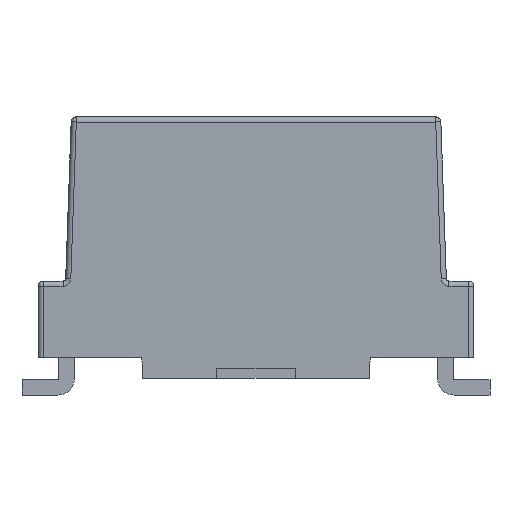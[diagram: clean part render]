
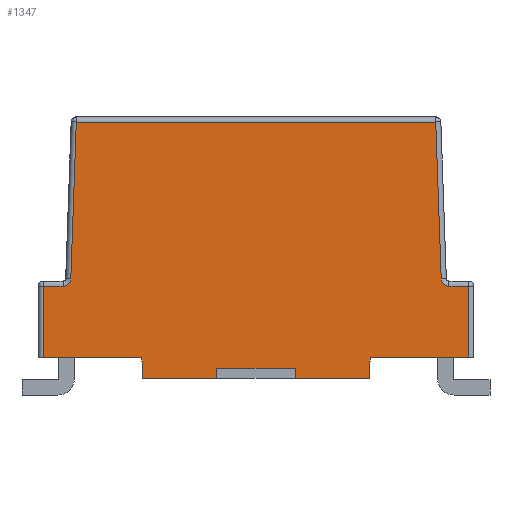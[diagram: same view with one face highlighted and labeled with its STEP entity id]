
A CAD part, left-side view. The second image highlights one B-rep face of the part: STEP entity #1347.
In plain terms, the highlighted planar face has unit normal (-1, 0, 0).
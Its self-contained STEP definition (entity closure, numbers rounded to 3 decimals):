
#1347 = ADVANCED_FACE( '', ( #2569 ), #2570, .F. );
#2569 = FACE_OUTER_BOUND( '', #3794, .T. );
#2570 = PLANE( '', #3795 );
#3794 = EDGE_LOOP( '', ( #6912, #6913, #6914, #6915, #6916, #6917, #6918, #6919, #6920, #6921, #6922, #6923, #6924, #6925, #6926, #6927, #6928, #6929 ) );
#3795 = AXIS2_PLACEMENT_3D( '', #6930, #6931, #6932 );
#6912 = ORIENTED_EDGE( '', *, *, #8728, .T. );
#6913 = ORIENTED_EDGE( '', *, *, #8285, .T. );
#6914 = ORIENTED_EDGE( '', *, *, #8837, .T. );
#6915 = ORIENTED_EDGE( '', *, *, #8903, .F. );
#6916 = ORIENTED_EDGE( '', *, *, #8904, .F. );
#6917 = ORIENTED_EDGE( '', *, *, #7938, .T. );
#6918 = ORIENTED_EDGE( '', *, *, #8021, .T. );
#6919 = ORIENTED_EDGE( '', *, *, #8905, .T. );
#6920 = ORIENTED_EDGE( '', *, *, #7716, .F. );
#6921 = ORIENTED_EDGE( '', *, *, #8334, .T. );
#6922 = ORIENTED_EDGE( '', *, *, #7807, .T. );
#6923 = ORIENTED_EDGE( '', *, *, #8873, .T. );
#6924 = ORIENTED_EDGE( '', *, *, #8817, .T. );
#6925 = ORIENTED_EDGE( '', *, *, #8906, .F. );
#6926 = ORIENTED_EDGE( '', *, *, #8907, .T. );
#6927 = ORIENTED_EDGE( '', *, *, #8475, .T. );
#6928 = ORIENTED_EDGE( '', *, *, #8486, .T. );
#6929 = ORIENTED_EDGE( '', *, *, #8201, .F. );
#6930 = CARTESIAN_POINT( '', ( -12.275, 8.5, 9.4 ) );
#6931 = DIRECTION( '', ( 1., 0., 0. ) );
#6932 = DIRECTION( '', ( 0., 1., 0. ) );
#7716 = EDGE_CURVE( '', #9043, #9044, #9045, .T. );
#7807 = EDGE_CURVE( '', #9211, #9209, #9212, .T. );
#7938 = EDGE_CURVE( '', #9440, #9438, #9441, .T. );
#8021 = EDGE_CURVE( '', #9438, #9580, #9582, .T. );
#8201 = EDGE_CURVE( '', #9870, #9866, #9872, .F. );
#8285 = EDGE_CURVE( '', #10005, #10007, #10009, .T. );
#8334 = EDGE_CURVE( '', #9043, #9211, #10083, .T. );
#8475 = EDGE_CURVE( '', #10287, #10289, #10291, .F. );
#8486 = EDGE_CURVE( '', #10289, #9866, #10304, .T. );
#8728 = EDGE_CURVE( '', #9870, #10005, #10615, .T. );
#8817 = EDGE_CURVE( '', #9620, #10732, #10734, .F. );
#8837 = EDGE_CURVE( '', #10007, #10762, #10763, .T. );
#8873 = EDGE_CURVE( '', #9209, #9620, #10804, .F. );
#8903 = EDGE_CURVE( '', #10836, #10762, #10837, .T. );
#8904 = EDGE_CURVE( '', #9440, #10836, #10838, .T. );
#8905 = EDGE_CURVE( '', #9580, #9044, #10839, .T. );
#8906 = EDGE_CURVE( '', #10840, #10732, #10841, .F. );
#8907 = EDGE_CURVE( '', #10840, #10287, #10842, .F. );
#9043 = VERTEX_POINT( '', #10980 );
#9044 = VERTEX_POINT( '', #10981 );
#9045 = LINE( '', #10982, #10983 );
#9209 = VERTEX_POINT( '', #11290 );
#9211 = VERTEX_POINT( '', #11292 );
#9212 = LINE( '', #11293, #11294 );
#9438 = VERTEX_POINT( '', #11619 );
#9440 = VERTEX_POINT( '', #11622 );
#9441 = LINE( '', #11623, #11624 );
#9580 = VERTEX_POINT( '', #11830 );
#9582 = LINE( '', #11833, #11834 );
#9620 = VERTEX_POINT( '', #11892 );
#9866 = VERTEX_POINT( '', #12288 );
#9870 = VERTEX_POINT( '', #12292 );
#9872 = CIRCLE( '', #12294, 0.3 );
#10005 = VERTEX_POINT( '', #12587 );
#10007 = VERTEX_POINT( '', #12589 );
#10009 = LINE( '', #12591, #12592 );
#10083 = LINE( '', #12700, #12701 );
#10287 = VERTEX_POINT( '', #13121 );
#10289 = VERTEX_POINT( '', #13123 );
#10291 = LINE( '', #13125, #13126 );
#10304 = LINE( '', #13156, #13157 );
#10615 = LINE( '', #13671, #13672 );
#10732 = VERTEX_POINT( '', #13873 );
#10734 = LINE( '', #13875, #13876 );
#10762 = VERTEX_POINT( '', #13920 );
#10763 = LINE( '', #13921, #13922 );
#10804 = LINE( '', #13983, #13984 );
#10836 = VERTEX_POINT( '', #14048 );
#10837 = LINE( '', #14049, #14050 );
#10838 = LINE( '', #14051, #14052 );
#10839 = LINE( '', #14053, #14054 );
#10840 = VERTEX_POINT( '', #14055 );
#10841 = CIRCLE( '', #14056, 0.3 );
#10842 = LINE( '', #14057, #14058 );
#10980 = CARTESIAN_POINT( '', ( -12.275, -4.422, -0.8 ) );
#10981 = CARTESIAN_POINT( '', ( -12.275, -1.55, -0.8 ) );
#10982 = CARTESIAN_POINT( '', ( -12.275, -4.45, -0.8 ) );
#10983 = VECTOR( '', #14269, 1000. );
#11290 = CARTESIAN_POINT( '', ( -12.275, -8.3, 0. ) );
#11292 = CARTESIAN_POINT( '', ( -12.275, -4.45, 0. ) );
#11293 = CARTESIAN_POINT( '', ( -12.275, 8.5, 0. ) );
#11294 = VECTOR( '', #14350, 1000. );
#11619 = CARTESIAN_POINT( '', ( -12.275, 1.536, -0.4 ) );
#11622 = CARTESIAN_POINT( '', ( -12.275, 1.55, -0.8 ) );
#11623 = CARTESIAN_POINT( '', ( -12.275, 1.55, -0.8 ) );
#11624 = VECTOR( '', #14491, 1000. );
#11830 = CARTESIAN_POINT( '', ( -12.275, -1.536, -0.4 ) );
#11833 = CARTESIAN_POINT( '', ( -12.275, 1.536, -0.4 ) );
#11834 = VECTOR( '', #14563, 1000. );
#11892 = CARTESIAN_POINT( '', ( -12.275, -8.3, 2.8 ) );
#12288 = CARTESIAN_POINT( '', ( -12.275, 7.222, 3.09 ) );
#12292 = CARTESIAN_POINT( '', ( -12.275, 7.522, 2.8 ) );
#12294 = AXIS2_PLACEMENT_3D( '', #14721, #14722, #14723 );
#12587 = CARTESIAN_POINT( '', ( -12.275, 8.3, 2.8 ) );
#12589 = CARTESIAN_POINT( '', ( -12.275, 8.3, 0. ) );
#12591 = CARTESIAN_POINT( '', ( -12.275, 8.3, 9.4 ) );
#12592 = VECTOR( '', #14783, 1000. );
#12700 = CARTESIAN_POINT( '', ( -12.275, -4.762, 8.937 ) );
#12701 = VECTOR( '', #14831, 1000. );
#13121 = CARTESIAN_POINT( '', ( -12.275, -7.008, 9.2 ) );
#13123 = CARTESIAN_POINT( '', ( -12.275, 7.008, 9.2 ) );
#13125 = CARTESIAN_POINT( '', ( -12.275, 7.202, 9.2 ) );
#13126 = VECTOR( '', #14934, 1000. );
#13156 = CARTESIAN_POINT( '', ( -12.275, 7.225, 2.993 ) );
#13157 = VECTOR( '', #14944, 1000. );
#13671 = CARTESIAN_POINT( '', ( -12.275, 8.5, 2.8 ) );
#13672 = VECTOR( '', #15137, 1000. );
#13873 = CARTESIAN_POINT( '', ( -12.275, -7.522, 2.8 ) );
#13875 = CARTESIAN_POINT( '', ( -12.275, 8.5, 2.8 ) );
#13876 = VECTOR( '', #15216, 1000. );
#13920 = CARTESIAN_POINT( '', ( -12.275, 4.45, 0. ) );
#13921 = CARTESIAN_POINT( '', ( -12.275, 8.5, 0. ) );
#13922 = VECTOR( '', #15233, 1000. );
#13983 = CARTESIAN_POINT( '', ( -12.275, -8.3, 9.4 ) );
#13984 = VECTOR( '', #15259, 1000. );
#14048 = CARTESIAN_POINT( '', ( -12.275, 4.422, -0.8 ) );
#14049 = CARTESIAN_POINT( '', ( -12.275, 4.783, 9.53 ) );
#14050 = VECTOR( '', #15270, 1000. );
#14051 = CARTESIAN_POINT( '', ( -12.275, -4.45, -0.8 ) );
#14052 = VECTOR( '', #15271, 1000. );
#14053 = CARTESIAN_POINT( '', ( -12.275, -1.536, -0.4 ) );
#14054 = VECTOR( '', #15272, 1000. );
#14055 = CARTESIAN_POINT( '', ( -12.275, -7.222, 3.09 ) );
#14056 = AXIS2_PLACEMENT_3D( '', #15273, #15274, #15275 );
#14057 = CARTESIAN_POINT( '', ( -12.275, -6.983, 9.941 ) );
#14058 = VECTOR( '', #15276, 1000. );
#14269 = DIRECTION( '', ( 0., 1., 0. ) );
#14350 = DIRECTION( '', ( 0., -1., 0. ) );
#14491 = DIRECTION( '', ( 0., -0.035, 0.999 ) );
#14563 = DIRECTION( '', ( 0., -1., 0. ) );
#14721 = CARTESIAN_POINT( '', ( -12.275, 7.522, 3.1 ) );
#14722 = DIRECTION( '', ( 1., 0., 0. ) );
#14723 = DIRECTION( '', ( 0., 1., 0. ) );
#14783 = DIRECTION( '', ( 0., 0., -1. ) );
#14831 = DIRECTION( '', ( 0., -0.035, 0.999 ) );
#14934 = DIRECTION( '', ( 0., -1., 0. ) );
#14944 = DIRECTION( '', ( 0., 0.035, -0.999 ) );
#15137 = DIRECTION( '', ( 0., 1., 0. ) );
#15216 = DIRECTION( '', ( 0., -1., 0. ) );
#15233 = DIRECTION( '', ( 0., -1., 0. ) );
#15259 = DIRECTION( '', ( 0., 0., -1. ) );
#15270 = DIRECTION( '', ( 0., 0.035, 0.999 ) );
#15271 = DIRECTION( '', ( 0., 1., 0. ) );
#15272 = DIRECTION( '', ( 0., -0.035, -0.999 ) );
#15273 = CARTESIAN_POINT( '', ( -12.275, -7.522, 3.1 ) );
#15274 = DIRECTION( '', ( 1., 0., 0. ) );
#15275 = DIRECTION( '', ( 0., 1., 0. ) );
#15276 = DIRECTION( '', ( 0., -0.035, -0.999 ) );
